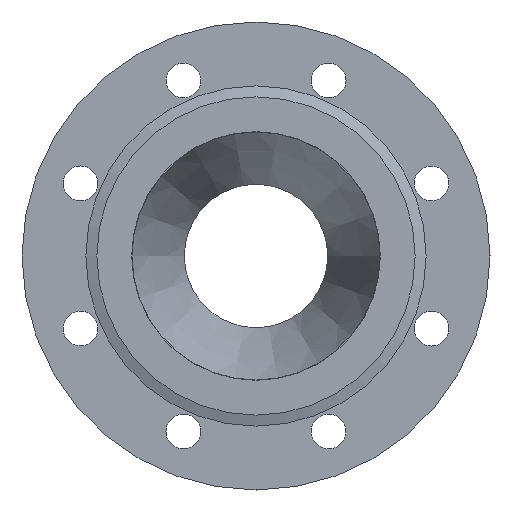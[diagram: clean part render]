
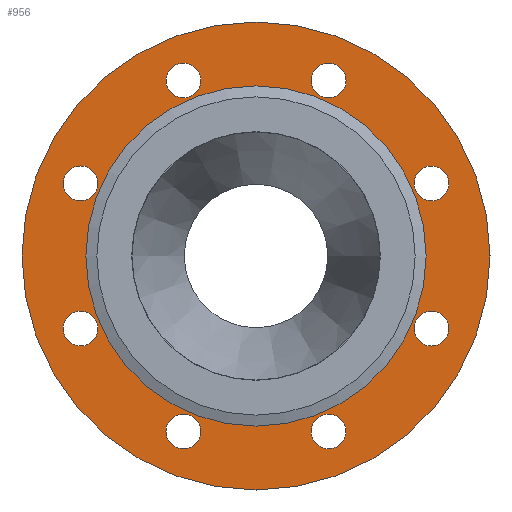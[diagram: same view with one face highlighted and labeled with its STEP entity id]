
A CAD part, left-side view. The second image highlights one B-rep face of the part: STEP entity #956.
In plain terms, the highlighted planar face has unit normal (-1, 0, 0).
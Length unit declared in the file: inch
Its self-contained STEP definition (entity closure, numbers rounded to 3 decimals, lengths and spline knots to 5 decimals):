
#399=CARTESIAN_POINT('',(0.,-1.50992,-0.69419));
#400=VERTEX_POINT('',#399);
#401=CARTESIAN_POINT('',(0.,-1.67592,-0.69419));
#402=DIRECTION('',(1.0,0.0,0.0));
#403=DIRECTION('',(0.0,-1.0,0.0));
#404=AXIS2_PLACEMENT_3D('',#401,#402,#403);
#405=CIRCLE('',#404,0.166);
#406=EDGE_CURVE('',#400,#400,#405,.T.);
#448=CARTESIAN_POINT('',(0.,-1.55854,0.57681));
#449=VERTEX_POINT('',#448);
#450=CARTESIAN_POINT('',(0.,-1.67592,0.69419));
#451=DIRECTION('',(1.,0.,0.));
#452=DIRECTION('',(0.,-0.707,0.707));
#453=AXIS2_PLACEMENT_3D('',#450,#451,#452);
#454=CIRCLE('',#453,0.166);
#455=EDGE_CURVE('',#449,#449,#454,.T.);
#497=CARTESIAN_POINT('',(0.,-0.69419,1.50992));
#498=VERTEX_POINT('',#497);
#499=CARTESIAN_POINT('',(0.,-0.69419,1.67592));
#500=DIRECTION('',(1.0,0.0,0.0));
#501=DIRECTION('',(0.0,0.0,1.0));
#502=AXIS2_PLACEMENT_3D('',#499,#500,#501);
#503=CIRCLE('',#502,0.166);
#504=EDGE_CURVE('',#498,#498,#503,.T.);
#546=CARTESIAN_POINT('',(0.,0.57681,1.55854));
#547=VERTEX_POINT('',#546);
#548=CARTESIAN_POINT('',(0.,0.69419,1.67592));
#549=DIRECTION('',(1.,0.,0.));
#550=DIRECTION('',(0.,0.707,0.707));
#551=AXIS2_PLACEMENT_3D('',#548,#549,#550);
#552=CIRCLE('',#551,0.166);
#553=EDGE_CURVE('',#547,#547,#552,.T.);
#595=CARTESIAN_POINT('',(0.,1.50992,0.69419));
#596=VERTEX_POINT('',#595);
#597=CARTESIAN_POINT('',(0.,1.67592,0.69419));
#598=DIRECTION('',(1.0,0.0,0.0));
#599=DIRECTION('',(0.0,1.0,0.0));
#600=AXIS2_PLACEMENT_3D('',#597,#598,#599);
#601=CIRCLE('',#600,0.166);
#602=EDGE_CURVE('',#596,#596,#601,.T.);
#644=CARTESIAN_POINT('',(0.,1.55854,-0.57681));
#645=VERTEX_POINT('',#644);
#646=CARTESIAN_POINT('',(0.,1.67592,-0.69419));
#647=DIRECTION('',(1.0,0.,0.));
#648=DIRECTION('',(0.,0.707,-0.707));
#649=AXIS2_PLACEMENT_3D('',#646,#647,#648);
#650=CIRCLE('',#649,0.166);
#651=EDGE_CURVE('',#645,#645,#650,.T.);
#693=CARTESIAN_POINT('',(0.,-0.57681,-1.55854));
#694=VERTEX_POINT('',#693);
#695=CARTESIAN_POINT('',(0.,-0.69419,-1.67592));
#696=DIRECTION('',(1.0,0.,0.));
#697=DIRECTION('',(0.,-0.707,-0.707));
#698=AXIS2_PLACEMENT_3D('',#695,#696,#697);
#699=CIRCLE('',#698,0.166);
#700=EDGE_CURVE('',#694,#694,#699,.T.);
#742=CARTESIAN_POINT('',(0.,0.69419,-1.50992));
#743=VERTEX_POINT('',#742);
#744=CARTESIAN_POINT('',(0.,0.69419,-1.67592));
#745=DIRECTION('',(1.0,0.0,0.0));
#746=DIRECTION('',(0.0,0.0,-1.0));
#747=AXIS2_PLACEMENT_3D('',#744,#745,#746);
#748=CIRCLE('',#747,0.166);
#749=EDGE_CURVE('',#743,#743,#748,.T.);
#898=CARTESIAN_POINT('',(0.,1.625,0.0));
#899=VERTEX_POINT('',#898);
#900=CARTESIAN_POINT('',(0.,0.,0.0));
#901=DIRECTION('',(1.0,0.0,0.0));
#902=DIRECTION('',(0.0,1.0,0.0));
#903=AXIS2_PLACEMENT_3D('',#900,#901,#902);
#904=CIRCLE('',#903,1.625);
#905=EDGE_CURVE('',#899,#899,#904,.T.);
#913=CARTESIAN_POINT('',(0.,1.93,0.0));
#914=DIRECTION('',(-1.0,0.0,0.0));
#915=DIRECTION('',(0.0,0.0,1.0));
#916=AXIS2_PLACEMENT_3D('',#913,#914,#915);
#917=PLANE('',#916);
#918=CARTESIAN_POINT('',(0.,2.235,0.0));
#919=VERTEX_POINT('',#918);
#920=CARTESIAN_POINT('',(0.,0.,0.0));
#921=DIRECTION('',(1.0,0.0,0.0));
#922=DIRECTION('',(0.0,1.0,0.0));
#923=AXIS2_PLACEMENT_3D('',#920,#921,#922);
#924=CIRCLE('',#923,2.235);
#925=EDGE_CURVE('',#919,#919,#924,.T.);
#926=ORIENTED_EDGE('',*,*,#925,.F.);
#927=EDGE_LOOP('',(#926));
#928=FACE_OUTER_BOUND('',#927,.T.);
#929=ORIENTED_EDGE('',*,*,#406,.T.);
#930=EDGE_LOOP('',(#929));
#931=FACE_BOUND('',#930,.T.);
#932=ORIENTED_EDGE('',*,*,#455,.T.);
#933=EDGE_LOOP('',(#932));
#934=FACE_BOUND('',#933,.T.);
#935=ORIENTED_EDGE('',*,*,#504,.T.);
#936=EDGE_LOOP('',(#935));
#937=FACE_BOUND('',#936,.T.);
#938=ORIENTED_EDGE('',*,*,#553,.T.);
#939=EDGE_LOOP('',(#938));
#940=FACE_BOUND('',#939,.T.);
#941=ORIENTED_EDGE('',*,*,#602,.T.);
#942=EDGE_LOOP('',(#941));
#943=FACE_BOUND('',#942,.T.);
#944=ORIENTED_EDGE('',*,*,#651,.T.);
#945=EDGE_LOOP('',(#944));
#946=FACE_BOUND('',#945,.T.);
#947=ORIENTED_EDGE('',*,*,#700,.T.);
#948=EDGE_LOOP('',(#947));
#949=FACE_BOUND('',#948,.T.);
#950=ORIENTED_EDGE('',*,*,#749,.T.);
#951=EDGE_LOOP('',(#950));
#952=FACE_BOUND('',#951,.T.);
#953=ORIENTED_EDGE('',*,*,#905,.T.);
#954=EDGE_LOOP('',(#953));
#955=FACE_BOUND('',#954,.T.);
#956=ADVANCED_FACE('',(#928,#931,#934,#937,#940,#943,#946,#949,#952,#955),#917,.T.);
